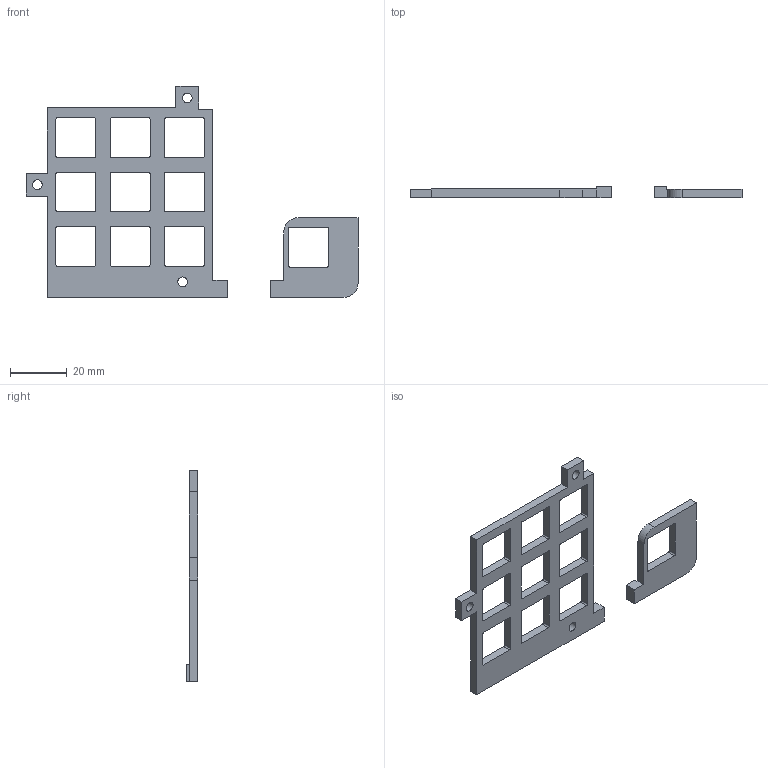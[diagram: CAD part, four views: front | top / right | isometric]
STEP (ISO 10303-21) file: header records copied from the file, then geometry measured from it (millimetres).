
FILE_DESCRIPTION(/* description */ (''),/* implementation_level */ '2;1');
FILE_NAME(/* name */ 'plate.step',/* time_stamp */ '2024-10-21T23:04:42-04:00',/* author */ (''),/* organization */ (''),/* preprocessor_version */ 'ST-DEVELOPER v20',/* originating_system */ 'Autodesk Translation Framework v13.20.0.188',/* authorisation */ '');
FILE_SCHEMA (('AUTOMOTIVE_DESIGN { 1 0 10303 214 3 1 1 }'));
Length unit declared in the file: millimetre
Products named in the file (1): plate
Bounding box: 116.64 x 4.1 x 74.15 mm (x, y, z)
Volume: 8424.2 mm3; surface area: 8581.7 mm2
Topology: 2 solids, 2 shells, 113 faces, 327 edges, 218 vertices
Faces by surface type: plane 68, cylinder 45
Full cylindrical faces by diameter (mm): 3.4 x3
Entity records: 3822 total; most frequent: CARTESIAN_POINT 659, ORIENTED_EDGE 654, DIRECTION 645, EDGE_CURVE 327, LINE 237, VECTOR 237, VERTEX_POINT 218, AXIS2_PLACEMENT_3D 204
